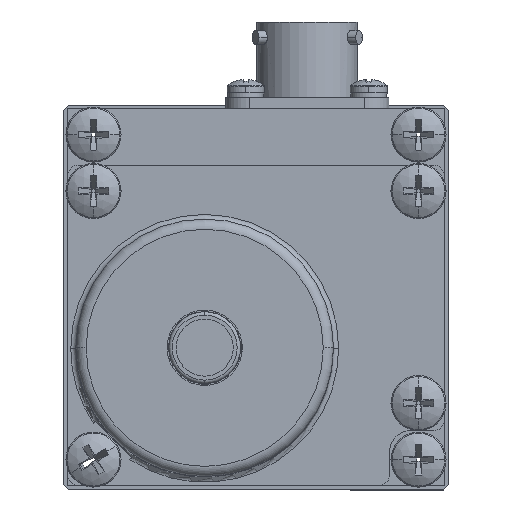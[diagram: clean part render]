
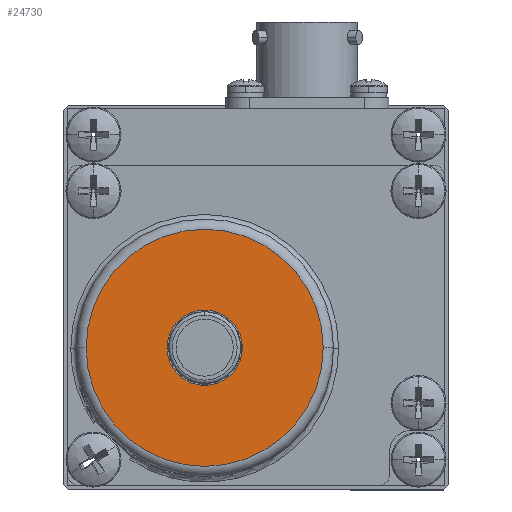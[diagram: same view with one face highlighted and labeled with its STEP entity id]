
A CAD part, top view. The second image highlights one B-rep face of the part: STEP entity #24730.
In plain terms, the highlighted planar face has unit normal (0, 0, 1).
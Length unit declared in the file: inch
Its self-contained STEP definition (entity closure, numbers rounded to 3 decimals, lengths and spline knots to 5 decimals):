
#2174 = DIRECTION ( 'NONE',  ( 0., 0., -1. ) ) ;
#3041 = EDGE_LOOP ( 'NONE', ( #15210, #3268 ) ) ;
#3268 = ORIENTED_EDGE ( 'NONE', *, *, #14582, .F. ) ;
#3579 = CARTESIAN_POINT ( 'NONE',  ( -0.993, -0.3, 4.703 ) ) ;
#4095 = PLANE ( 'NONE',  #24227 ) ;
#4201 = CARTESIAN_POINT ( 'NONE',  ( -0.993, -0.3, 4.703 ) ) ;
#5611 = VERTEX_POINT ( 'NONE', #3579 ) ;
#5956 = CARTESIAN_POINT ( 'NONE',  ( 0.393, -0.3, 4.703 ) ) ;
#6324 = DIRECTION ( 'NONE',  ( 1., 0., 0. ) ) ;
#6665 = CIRCLE ( 'NONE', #20761, 0.693 ) ;
#8850 = DIRECTION ( 'NONE',  ( 0., 0., -1. ) ) ;
#14582 = EDGE_CURVE ( 'NONE', #5611, #18450, #6665, .T. ) ;
#14823 = CARTESIAN_POINT ( 'NONE',  ( -0.3, -0.3, 4.703 ) ) ;
#15210 = ORIENTED_EDGE ( 'NONE', *, *, #25212, .F. ) ;
#16057 = CIRCLE ( 'NONE', #23176, 0.693 ) ;
#16916 = DIRECTION ( 'NONE',  ( 1., 0., 0. ) ) ;
#18450 = VERTEX_POINT ( 'NONE', #5956 ) ;
#18934 = DIRECTION ( 'NONE',  ( 0., 0., -1. ) ) ;
#20761 = AXIS2_PLACEMENT_3D ( 'NONE', #14823, #2174, #16916 ) ;
#21476 = CARTESIAN_POINT ( 'NONE',  ( -0.3, -0.3, 4.703 ) ) ;
#23176 = AXIS2_PLACEMENT_3D ( 'NONE', #21476, #8850, #23582 ) ;
#23582 = DIRECTION ( 'NONE',  ( 1., 0., 0. ) ) ;
#24227 = AXIS2_PLACEMENT_3D ( 'NONE', #4201, #18934, #6324 ) ;
#24730 = ADVANCED_FACE ( 'NONE', ( #25327 ), #4095, .F. ) ;
#25212 = EDGE_CURVE ( 'NONE', #18450, #5611, #16057, .T. ) ;
#25327 = FACE_OUTER_BOUND ( 'NONE', #3041, .T. ) ;
